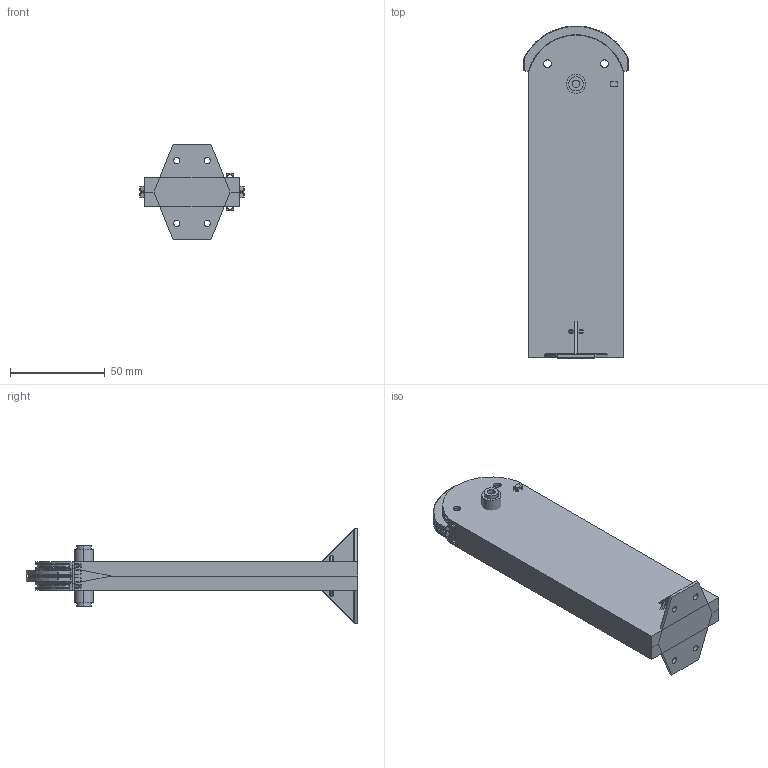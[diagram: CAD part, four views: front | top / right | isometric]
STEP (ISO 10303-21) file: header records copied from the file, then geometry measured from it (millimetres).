
FILE_DESCRIPTION (( 'STEP AP214' ), '1' );
FILE_NAME ('Skeleton-Forearm Back.STEP', '2023-04-30T10:10:20', ( '' ), ( '' ), 'SwSTEP 2.0', 'SolidWorks 2019', '' );
FILE_SCHEMA (( 'AUTOMOTIVE_DESIGN' ));
Length unit declared in the file: millimetre
Products named in the file (1): Skeleton-Forearm Back
Bounding box: 54.8 x 174.89 x 50 mm (x, y, z)
Volume: 122125.7 mm3; surface area: 53953.3 mm2
Topology: 2 solids, 2 shells, 635 faces, 1630 edges, 1028 vertices
Faces by surface type: plane 352, cylinder 155, torus 80, bspline 32, sphere 16
Entity records: 22219 total; most frequent: CARTESIAN_POINT 4318, ORIENTED_EDGE 3260, DIRECTION 3144, EDGE_CURVE 1630, LINE 1052, VECTOR 1052, AXIS2_PLACEMENT_3D 1046, VERTEX_POINT 1028
